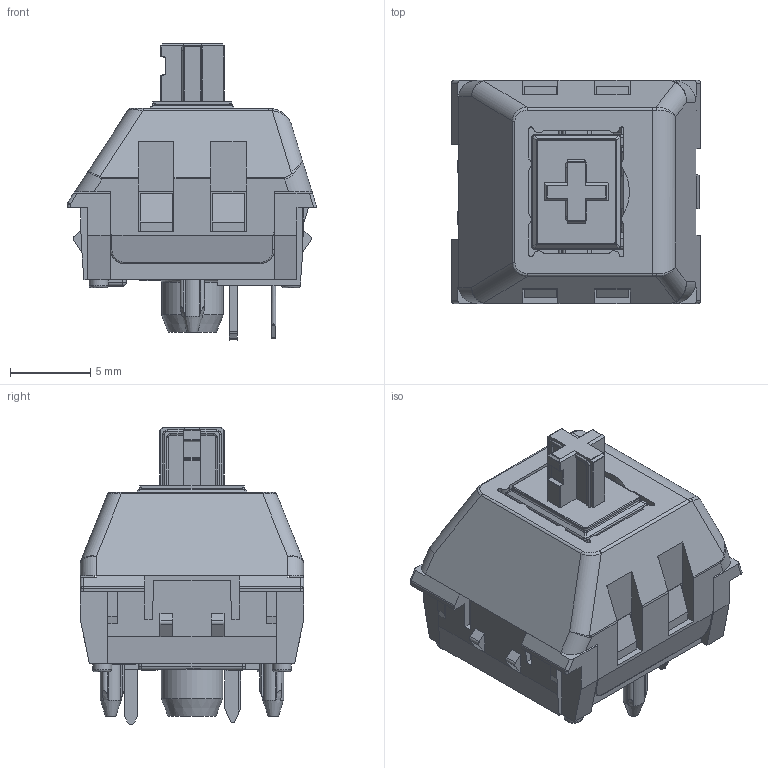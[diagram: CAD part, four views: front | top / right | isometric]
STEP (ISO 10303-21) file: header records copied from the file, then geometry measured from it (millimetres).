
FILE_DESCRIPTION(/* description */ (''),/* implementation_level */ '2;1');
FILE_NAME(/* name */ 'Cherry_MX.step',/* time_stamp */ '2022-07-07T21:12:06+02:00',/* author */ (''),/* organization */ (''),/* preprocessor_version */ 'ST-DEVELOPER v19',/* originating_system */ 'Autodesk Translation Framework v11.7.0.108',/* authorisation */ '');
FILE_SCHEMA (('AUTOMOTIVE_DESIGN { 1 0 10303 214 3 1 1 }'));
Length unit declared in the file: millimetre
Products named in the file (6): Kailh Polia; Housing; ThickContact; SpringContact; Stem; Lid
Assembly tree (5 placements, depth 2):
  Kailh Polia
    Housing
    ThickContact
    SpringContact
    Stem
    Lid
Bounding box: 15.6 x 13.95 x 18.55 mm (x, y, z)
Volume: 1273.5 mm3; surface area: 3083.7 mm2
Topology: 5 solids, 5 shells, 1504 faces, 3779 edges, 2291 vertices
Faces by surface type: plane 623, cylinder 582, bspline 107, sphere 94, torus 92, cone 6
Full cylindrical faces by diameter (mm): 1.2 x3, 1.5 x2, 1.95 x1, 2.1 x1, 3.2 x1, 3.85 x1, 4.05 x1
Entity records: 46465 total; most frequent: CARTESIAN_POINT 10138, DIRECTION 7695, ORIENTED_EDGE 7546, EDGE_CURVE 3773, AXIS2_PLACEMENT_3D 2688, LINE 2319, VECTOR 2319, VERTEX_POINT 2291
